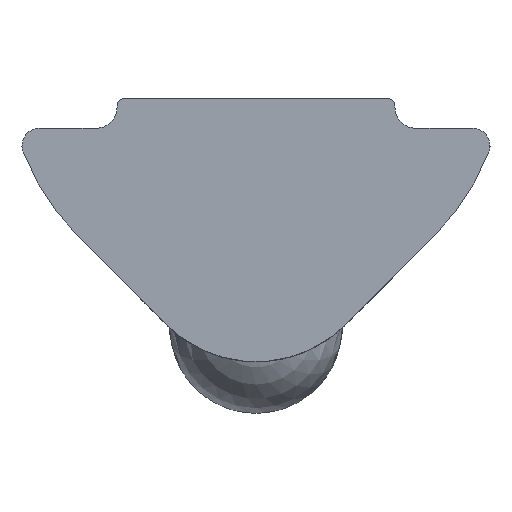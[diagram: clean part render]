
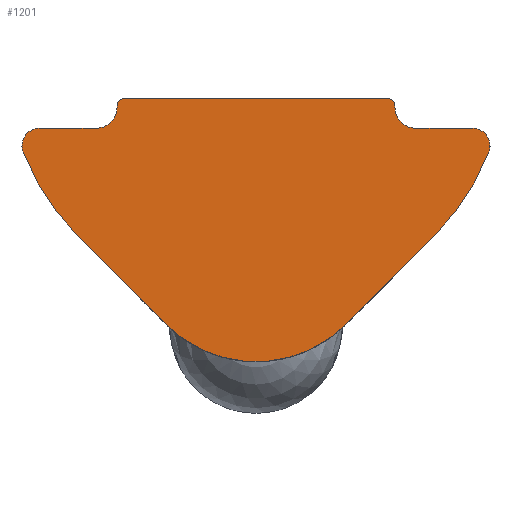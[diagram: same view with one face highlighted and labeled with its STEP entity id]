
A CAD part, left-side view. The second image highlights one B-rep face of the part: STEP entity #1201.
In plain terms, the highlighted planar face has unit normal (-1, 0, 0).
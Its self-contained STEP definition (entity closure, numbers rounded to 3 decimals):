
#585=CARTESIAN_POINT('',(-29.91,-4.848,-5.651));
#586=VERTEX_POINT('',#585);
#593=CARTESIAN_POINT('',(-29.91,-2.339,-3.142));
#594=VERTEX_POINT('',#593);
#595=CARTESIAN_POINT('',(-29.91,-4.848,-5.651));
#596=DIRECTION('',(0.0,0.707,0.707));
#597=VECTOR('',#596,3.548);
#598=LINE('',#595,#597);
#599=EDGE_CURVE('',#586,#594,#598,.T.);
#639=CARTESIAN_POINT('',(-29.91,-10.013,-5.651));
#640=VERTEX_POINT('',#639);
#647=CARTESIAN_POINT('',(-29.91,-7.43,-3.068));
#648=DIRECTION('',(1.0,0.,0.));
#649=DIRECTION('',(0.,-0.707,0.707));
#650=AXIS2_PLACEMENT_3D('',#647,#648,#649);
#651=CIRCLE('',#650,3.653);
#652=EDGE_CURVE('',#640,#586,#651,.T.);
#816=CARTESIAN_POINT('',(-29.91,-3.43,0.6));
#817=VERTEX_POINT('',#816);
#818=CARTESIAN_POINT('',(-29.91,-3.43,0.65));
#819=VERTEX_POINT('',#818);
#820=CARTESIAN_POINT('',(-29.91,-3.43,0.6));
#821=DIRECTION('',(0.0,0.,1.0));
#822=VECTOR('',#821,0.05);
#823=LINE('',#820,#822);
#824=EDGE_CURVE('',#817,#819,#823,.T.);
#847=CARTESIAN_POINT('',(-29.91,-3.63,0.85));
#848=VERTEX_POINT('',#847);
#849=CARTESIAN_POINT('',(-29.91,-3.63,0.65));
#850=DIRECTION('',(1.0,0.0,0.0));
#851=DIRECTION('',(0.0,0.0,-1.0));
#852=AXIS2_PLACEMENT_3D('',#849,#850,#851);
#853=CIRCLE('',#852,0.2);
#854=EDGE_CURVE('',#819,#848,#853,.T.);
#872=CARTESIAN_POINT('',(-29.91,-11.23,0.85));
#873=VERTEX_POINT('',#872);
#874=CARTESIAN_POINT('',(-29.91,-3.63,0.85));
#875=DIRECTION('',(0.0,-1.0,0.0));
#876=VECTOR('',#875,7.6);
#877=LINE('',#874,#876);
#878=EDGE_CURVE('',#848,#873,#877,.T.);
#902=CARTESIAN_POINT('',(-29.91,-11.43,0.65));
#903=VERTEX_POINT('',#902);
#904=CARTESIAN_POINT('',(-29.91,-11.23,0.65));
#905=DIRECTION('',(1.0,0.0,0.0));
#906=DIRECTION('',(0.0,1.0,0.0));
#907=AXIS2_PLACEMENT_3D('',#904,#905,#906);
#908=CIRCLE('',#907,0.2);
#909=EDGE_CURVE('',#873,#903,#908,.T.);
#927=CARTESIAN_POINT('',(-29.91,-11.43,0.6));
#928=VERTEX_POINT('',#927);
#929=CARTESIAN_POINT('',(-29.91,-11.43,0.65));
#930=DIRECTION('',(0.0,0.,-1.0));
#931=VECTOR('',#930,0.05);
#932=LINE('',#929,#931);
#933=EDGE_CURVE('',#903,#928,#932,.T.);
#951=CARTESIAN_POINT('',(-29.91,-12.03,0.));
#952=VERTEX_POINT('',#951);
#953=CARTESIAN_POINT('',(-29.91,-12.03,0.6));
#954=DIRECTION('',(-1.0,0.0,0.0));
#955=DIRECTION('',(0.0,1.0,0.0));
#956=AXIS2_PLACEMENT_3D('',#953,#954,#955);
#957=CIRCLE('',#956,0.6);
#958=EDGE_CURVE('',#928,#952,#957,.T.);
#976=CARTESIAN_POINT('',(-29.91,-13.665,0.));
#977=VERTEX_POINT('',#976);
#978=CARTESIAN_POINT('',(-29.91,-12.03,0.));
#979=DIRECTION('',(0.0,-1.0,0.0));
#980=VECTOR('',#979,1.635);
#981=LINE('',#978,#980);
#982=EDGE_CURVE('',#952,#977,#981,.T.);
#1000=CARTESIAN_POINT('',(-29.91,-14.132,-0.684));
#1001=VERTEX_POINT('',#1000);
#1002=CARTESIAN_POINT('',(-29.91,-13.665,-0.501));
#1003=DIRECTION('',(1.0,0.,0.));
#1004=DIRECTION('',(0.,0.931,0.366));
#1005=AXIS2_PLACEMENT_3D('',#1002,#1003,#1004);
#1006=CIRCLE('',#1005,0.501);
#1007=EDGE_CURVE('',#977,#1001,#1006,.T.);
#1025=CARTESIAN_POINT('',(-29.91,-12.522,-3.142));
#1026=VERTEX_POINT('',#1025);
#1027=CARTESIAN_POINT('',(-29.91,-7.43,1.949));
#1028=DIRECTION('',(1.0,0.,0.));
#1029=DIRECTION('',(0.,0.707,0.707));
#1030=AXIS2_PLACEMENT_3D('',#1027,#1028,#1029);
#1031=CIRCLE('',#1030,7.2);
#1032=EDGE_CURVE('',#1001,#1026,#1031,.T.);
#1061=CARTESIAN_POINT('',(-29.91,-12.522,-3.142));
#1062=DIRECTION('',(0.0,0.707,-0.707));
#1063=VECTOR('',#1062,3.548);
#1064=LINE('',#1061,#1063);
#1065=EDGE_CURVE('',#1026,#640,#1064,.T.);
#1091=CARTESIAN_POINT('',(-29.91,-0.729,-0.684));
#1092=VERTEX_POINT('',#1091);
#1093=CARTESIAN_POINT('',(-29.91,-7.43,1.949));
#1094=DIRECTION('',(1.0,0.,0.));
#1095=DIRECTION('',(0.,-0.931,0.366));
#1096=AXIS2_PLACEMENT_3D('',#1093,#1094,#1095);
#1097=CIRCLE('',#1096,7.2);
#1098=EDGE_CURVE('',#594,#1092,#1097,.T.);
#1116=CARTESIAN_POINT('',(-29.91,-1.195,0.));
#1117=VERTEX_POINT('',#1116);
#1118=CARTESIAN_POINT('',(-29.91,-1.195,-0.501));
#1119=DIRECTION('',(1.0,0.0,0.0));
#1120=DIRECTION('',(0.0,0.0,-1.0));
#1121=AXIS2_PLACEMENT_3D('',#1118,#1119,#1120);
#1122=CIRCLE('',#1121,0.501);
#1123=EDGE_CURVE('',#1092,#1117,#1122,.T.);
#1141=CARTESIAN_POINT('',(-29.91,-2.83,0.));
#1142=VERTEX_POINT('',#1141);
#1143=CARTESIAN_POINT('',(-29.91,-1.195,0.));
#1144=DIRECTION('',(0.0,-1.0,0.0));
#1145=VECTOR('',#1144,1.635);
#1146=LINE('',#1143,#1145);
#1147=EDGE_CURVE('',#1117,#1142,#1146,.T.);
#1165=CARTESIAN_POINT('',(-29.91,-2.83,0.6));
#1166=DIRECTION('',(-1.0,0.0,0.0));
#1167=DIRECTION('',(0.0,0.0,-1.0));
#1168=AXIS2_PLACEMENT_3D('',#1165,#1166,#1167);
#1169=CIRCLE('',#1168,0.6);
#1170=EDGE_CURVE('',#1142,#817,#1169,.T.);
#1178=CARTESIAN_POINT('',(-29.91,-14.84,1.228));
#1179=DIRECTION('',(-1.0,0.0,0.0));
#1180=DIRECTION('',(0.0,1.0,0.0));
#1181=AXIS2_PLACEMENT_3D('',#1178,#1179,#1180);
#1182=PLANE('',#1181);
#1183=ORIENTED_EDGE('',*,*,#824,.F.);
#1184=ORIENTED_EDGE('',*,*,#1170,.F.);
#1185=ORIENTED_EDGE('',*,*,#1147,.F.);
#1186=ORIENTED_EDGE('',*,*,#1123,.F.);
#1187=ORIENTED_EDGE('',*,*,#1098,.F.);
#1188=ORIENTED_EDGE('',*,*,#599,.F.);
#1189=ORIENTED_EDGE('',*,*,#652,.F.);
#1190=ORIENTED_EDGE('',*,*,#1065,.F.);
#1191=ORIENTED_EDGE('',*,*,#1032,.F.);
#1192=ORIENTED_EDGE('',*,*,#1007,.F.);
#1193=ORIENTED_EDGE('',*,*,#982,.F.);
#1194=ORIENTED_EDGE('',*,*,#958,.F.);
#1195=ORIENTED_EDGE('',*,*,#933,.F.);
#1196=ORIENTED_EDGE('',*,*,#909,.F.);
#1197=ORIENTED_EDGE('',*,*,#878,.F.);
#1198=ORIENTED_EDGE('',*,*,#854,.F.);
#1199=EDGE_LOOP('',(#1183,#1184,#1185,#1186,#1187,#1188,#1189,#1190,#1191,#1192,#1193,#1194,#1195,#1196,#1197,#1198));
#1200=FACE_OUTER_BOUND('',#1199,.T.);
#1201=ADVANCED_FACE('',(#1200),#1182,.T.);
